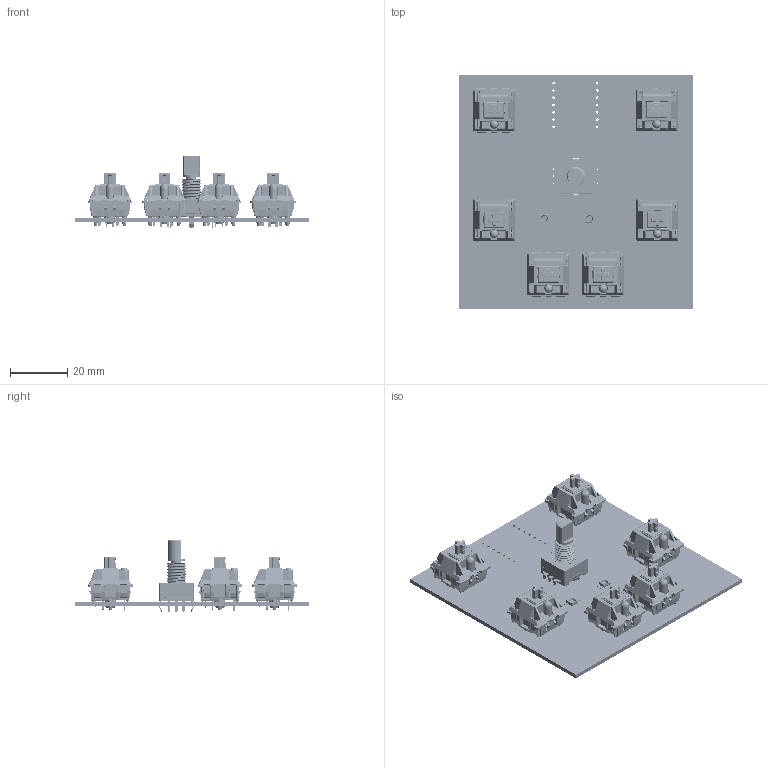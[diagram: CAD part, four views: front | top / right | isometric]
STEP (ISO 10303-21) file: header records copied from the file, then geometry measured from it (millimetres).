
FILE_DESCRIPTION(('KiCad electronic assembly'),'2;1');
FILE_NAME('Hackpad.step','2025-07-03T19:59:03',('Pcbnew'),('Kicad'), 'Open CASCADE STEP processor 7.8','KiCad to STEP converter','Unknown' );
FILE_SCHEMA(('AUTOMOTIVE_DESIGN { 1 0 10303 214 1 1 1 1 }'));
Length unit declared in the file: millimetre
Products named in the file (10): Hackpad 1; MX; MX Öá °´¼ü¡ä_¨¹___¡§1; MX ס סͥ¨¢¨¬_¡§¡顧__; MXס ϞñLEDLEDLED; MXÖá ÖáÌå µ×²¿ ¦Ì¡Á2__Ä¬ÈÏ_¨¢2____¨¨_; ֫½ğ__Ĭɏ__¨¨_; LED_SK6812MINI-E; æè½¬ç¼ç å¨; Hackpad_PCB
Assembly tree (15 placements, depth 3):
  Hackpad 1
    MX  x6
      MX Öá °´¼ü¡ä_¨¹___¡§1
      MX ס סͥ¨¢¨¬_¡§¡顧__
      MXס ϞñLEDLEDLED
      MXÖá ÖáÌå µ×²¿ ¦Ì¡Á2__Ä¬ÈÏ_¨¢2____¨¨_
      ֫½ğ__Ĭɏ__¨¨_
    LED_SK6812MINI-E  x2
    æè½¬ç¼ç å¨
    Hackpad_PCB
Bounding box: 82 x 82 x 25.1 mm (x, y, z)
Volume: 18035.2 mm3; surface area: 32083.3 mm2
Topology: 77 solids, 77 shells, 10005 faces, 24095 edges, 13629 vertices
Faces by surface type: cylinder 4294, plane 3076, torus 1262, sphere 704, bspline 374, revolution 228, cone 67
Full cylindrical faces by diameter (mm): 0.889 x14, 1 x5, 1.5 x12, 1.7 x12, 4 x6
Entity records: 64842 total; most frequent: CARTESIAN_POINT 14624, DIRECTION 10334, ORIENTED_EDGE 9944, EDGE_CURVE 4972, AXIS2_PLACEMENT_3D 3715, VERTEX_POINT 2958, LINE 2866, VECTOR 2866
